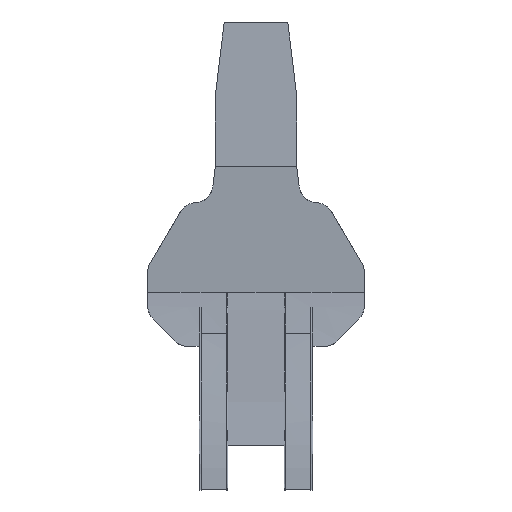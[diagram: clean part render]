
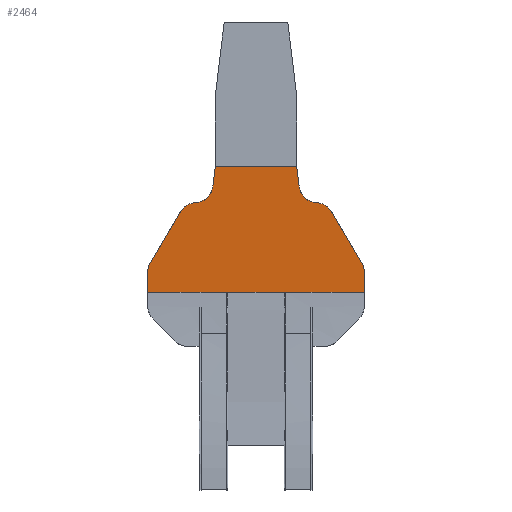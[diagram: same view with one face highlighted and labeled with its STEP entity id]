
A CAD part, top view. The second image highlights one B-rep face of the part: STEP entity #2464.
In plain terms, the highlighted planar face has unit normal (0, -0.083, 0.997).
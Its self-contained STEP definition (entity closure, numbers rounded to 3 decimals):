
#211=CARTESIAN_POINT('Vertex',(438.,0.,10.)) ;
#214=CARTESIAN_POINT('Line Origine',(135.339,0.,10.)) ;
#218=CARTESIAN_POINT('Vertex',(149.997,0.,10.)) ;
#221=CARTESIAN_POINT('Line Origine',(135.339,0.,10.)) ;
#225=CARTESIAN_POINT('Vertex',(140.,0.,10.)) ;
#228=CARTESIAN_POINT('Line Origine',(135.339,0.,10.)) ;
#232=CARTESIAN_POINT('Vertex',(0.,0.,10.)) ;
#550=CARTESIAN_POINT('Line Origine',(438.,54.584,14.523)) ;
#554=CARTESIAN_POINT('Vertex',(438.,109.168,19.045)) ;
#801=CARTESIAN_POINT('Vertex',(424.301,159.514,23.217)) ;
#804=CARTESIAN_POINT('Axis2P3D Location',(338.,109.168,19.045)) ;
#821=CARTESIAN_POINT('Line Origine',(338.888,304.93,35.266)) ;
#825=CARTESIAN_POINT('Vertex',(253.475,450.345,47.314)) ;
#853=CARTESIAN_POINT('Control Point',(253.475,450.345,47.314)) ;
#854=CARTESIAN_POINT('Control Point',(243.258,467.741,48.756)) ;
#855=CARTESIAN_POINT('Control Point',(228.669,482.587,49.986)) ;
#856=CARTESIAN_POINT('Control Point',(210.552,493.419,50.883)) ;
#857=CARTESIAN_POINT('Control Point',(190.518,499.225,51.364)) ;
#858=CARTESIAN_POINT('Control Point',(170.305,499.938,51.423)) ;
#859=CARTESIAN_POINT('Vertex',(170.305,499.938,51.423)) ;
#963=CARTESIAN_POINT('Vertex',(74.643,587.133,58.648)) ;
#967=CARTESIAN_POINT('Control Point',(170.305,499.938,51.423)) ;
#968=CARTESIAN_POINT('Control Point',(157.29,500.397,51.461)) ;
#969=CARTESIAN_POINT('Control Point',(144.35,502.974,51.675)) ;
#970=CARTESIAN_POINT('Control Point',(131.95,507.654,52.063)) ;
#971=CARTESIAN_POINT('Control Point',(107.226,521.974,53.249)) ;
#972=CARTESIAN_POINT('Control Point',(88.837,543.929,55.068)) ;
#973=CARTESIAN_POINT('Control Point',(81.326,557.504,56.193)) ;
#974=CARTESIAN_POINT('Control Point',(76.567,572.14,57.406)) ;
#975=CARTESIAN_POINT('Control Point',(74.643,587.133,58.648)) ;
#1257=CARTESIAN_POINT('Vertex',(-332.,0.,10.)) ;
#1474=CARTESIAN_POINT('Line Origine',(-467.339,0.,10.)) ;
#1478=CARTESIAN_POINT('Vertex',(-472.,0.,10.)) ;
#1481=CARTESIAN_POINT('Line Origine',(-467.339,0.,10.)) ;
#1485=CARTESIAN_POINT('Vertex',(-481.997,0.,10.)) ;
#1488=CARTESIAN_POINT('Line Origine',(-467.339,0.,10.)) ;
#1492=CARTESIAN_POINT('Vertex',(-770.,0.,10.)) ;
#1808=CARTESIAN_POINT('Vertex',(-770.,109.168,19.045)) ;
#1823=CARTESIAN_POINT('Line Origine',(-770.,54.584,14.523)) ;
#1905=CARTESIAN_POINT('Control Point',(-502.305,499.938,51.423)) ;
#1906=CARTESIAN_POINT('Control Point',(-489.29,500.397,51.461)) ;
#1907=CARTESIAN_POINT('Control Point',(-476.35,502.974,51.675)) ;
#1908=CARTESIAN_POINT('Control Point',(-463.95,507.654,52.063)) ;
#1909=CARTESIAN_POINT('Control Point',(-439.226,521.974,53.249)) ;
#1910=CARTESIAN_POINT('Control Point',(-420.837,543.929,55.068)) ;
#1911=CARTESIAN_POINT('Control Point',(-413.326,557.504,56.193)) ;
#1912=CARTESIAN_POINT('Control Point',(-408.567,572.14,57.406)) ;
#1913=CARTESIAN_POINT('Control Point',(-406.643,587.133,58.648)) ;
#1914=CARTESIAN_POINT('Vertex',(-502.305,499.938,51.423)) ;
#1916=CARTESIAN_POINT('Vertex',(-406.643,587.133,58.648)) ;
#1979=CARTESIAN_POINT('Vertex',(-585.475,450.345,47.314)) ;
#1983=CARTESIAN_POINT('Control Point',(-585.475,450.345,47.314)) ;
#1984=CARTESIAN_POINT('Control Point',(-575.258,467.741,48.756)) ;
#1985=CARTESIAN_POINT('Control Point',(-560.669,482.587,49.986)) ;
#1986=CARTESIAN_POINT('Control Point',(-542.552,493.419,50.883)) ;
#1987=CARTESIAN_POINT('Control Point',(-522.518,499.225,51.364)) ;
#1988=CARTESIAN_POINT('Control Point',(-502.305,499.938,51.423)) ;
#2013=CARTESIAN_POINT('Vertex',(-756.301,159.514,23.217)) ;
#2016=CARTESIAN_POINT('Line Origine',(-670.888,304.93,35.266)) ;
#2033=CARTESIAN_POINT('Axis2P3D Location',(-670.,109.168,19.045)) ;
#2202=CARTESIAN_POINT('Vertex',(-322.,0.,10.)) ;
#2205=CARTESIAN_POINT('Line Origine',(-327.,0.,10.)) ;
#2375=CARTESIAN_POINT('Vertex',(60.158,700.,68.)) ;
#2392=CARTESIAN_POINT('Vertex',(-392.158,700.,68.)) ;
#2395=CARTESIAN_POINT('Line Origine',(-166.,700.,68.)) ;
#2413=CARTESIAN_POINT('Axis2P3D Location',(0.,700.,68.)) ;
#2418=CARTESIAN_POINT('Line Origine',(67.4,643.567,63.324)) ;
#2423=CARTESIAN_POINT('Line Origine',(-399.4,643.567,63.324)) ;
#2428=CARTESIAN_POINT('Line Origine',(-166.,0.,10.)) ;
#2432=CARTESIAN_POINT('Vertex',(-10.,0.,10.)) ;
#2435=CARTESIAN_POINT('Line Origine',(-5.,0.,10.)) ;
#215=DIRECTION('Vector Direction',(-1.,0.,0.)) ;
#222=DIRECTION('Vector Direction',(-1.,0.,0.)) ;
#229=DIRECTION('Vector Direction',(-1.,0.,0.)) ;
#551=DIRECTION('Vector Direction',(0.,0.997,0.083)) ;
#805=DIRECTION('Axis2P3D Direction',(0.,0.083,-0.997)) ;
#822=DIRECTION('Vector Direction',(-0.505,0.86,0.071)) ;
#1475=DIRECTION('Vector Direction',(1.,0.,0.)) ;
#1482=DIRECTION('Vector Direction',(1.,0.,0.)) ;
#1489=DIRECTION('Vector Direction',(1.,0.,0.)) ;
#1824=DIRECTION('Vector Direction',(0.,0.997,0.083)) ;
#2017=DIRECTION('Vector Direction',(0.505,0.86,0.071)) ;
#2034=DIRECTION('Axis2P3D Direction',(0.,-0.083,0.997)) ;
#2206=DIRECTION('Vector Direction',(1.,0.,0.)) ;
#2396=DIRECTION('Vector Direction',(1.,0.,0.)) ;
#2414=DIRECTION('Axis2P3D Direction',(0.,-0.083,0.997)) ;
#2415=DIRECTION('Axis2P3D XDirection',(0.,-0.997,-0.083)) ;
#2419=DIRECTION('Vector Direction',(0.127,-0.989,-0.082)) ;
#2424=DIRECTION('Vector Direction',(-0.127,-0.989,-0.082)) ;
#2429=DIRECTION('Vector Direction',(-1.,0.,0.)) ;
#2436=DIRECTION('Vector Direction',(-1.,0.,0.)) ;
#806=AXIS2_PLACEMENT_3D('Circle Axis2P3D',#804,#805,$) ;
#2035=AXIS2_PLACEMENT_3D('Circle Axis2P3D',#2033,#2034,$) ;
#2416=AXIS2_PLACEMENT_3D('Plane Axis2P3D',#2413,#2414,#2415) ;
#2441=ORIENTED_EDGE('',*,*,#2422,.F.) ;
#2442=ORIENTED_EDGE('',*,*,#2399,.T.) ;
#2443=ORIENTED_EDGE('',*,*,#2427,.T.) ;
#2444=ORIENTED_EDGE('',*,*,#1918,.F.) ;
#2445=ORIENTED_EDGE('',*,*,#1989,.T.) ;
#2446=ORIENTED_EDGE('',*,*,#2020,.F.) ;
#2447=ORIENTED_EDGE('',*,*,#2037,.T.) ;
#2448=ORIENTED_EDGE('',*,*,#1827,.T.) ;
#2449=ORIENTED_EDGE('',*,*,#1494,.T.) ;
#2450=ORIENTED_EDGE('',*,*,#1487,.T.) ;
#2451=ORIENTED_EDGE('',*,*,#1480,.T.) ;
#2452=ORIENTED_EDGE('',*,*,#2209,.T.) ;
#2453=ORIENTED_EDGE('',*,*,#2434,.T.) ;
#2454=ORIENTED_EDGE('',*,*,#2439,.F.) ;
#2455=ORIENTED_EDGE('',*,*,#234,.F.) ;
#2456=ORIENTED_EDGE('',*,*,#227,.F.) ;
#2457=ORIENTED_EDGE('',*,*,#220,.F.) ;
#2458=ORIENTED_EDGE('',*,*,#556,.F.) ;
#2459=ORIENTED_EDGE('',*,*,#808,.F.) ;
#2460=ORIENTED_EDGE('',*,*,#827,.T.) ;
#2461=ORIENTED_EDGE('',*,*,#861,.F.) ;
#2462=ORIENTED_EDGE('',*,*,#976,.T.) ;
#216=VECTOR('Line Direction',#215,1.) ;
#223=VECTOR('Line Direction',#222,1.) ;
#230=VECTOR('Line Direction',#229,1.) ;
#552=VECTOR('Line Direction',#551,1.) ;
#823=VECTOR('Line Direction',#822,1.) ;
#1476=VECTOR('Line Direction',#1475,1.) ;
#1483=VECTOR('Line Direction',#1482,1.) ;
#1490=VECTOR('Line Direction',#1489,1.) ;
#1825=VECTOR('Line Direction',#1824,1.) ;
#2018=VECTOR('Line Direction',#2017,1.) ;
#2207=VECTOR('Line Direction',#2206,1.) ;
#2397=VECTOR('Line Direction',#2396,1.) ;
#2420=VECTOR('Line Direction',#2419,1.) ;
#2425=VECTOR('Line Direction',#2424,1.) ;
#2430=VECTOR('Line Direction',#2429,1.) ;
#2437=VECTOR('Line Direction',#2436,1.) ;
#2464=ADVANCED_FACE('Corps principal',(#2463),#2417,.T.) ;
#852=B_SPLINE_CURVE_WITH_KNOTS('',5,(#853,#854,#855,#856,#857,#858),.UNSPECIFIED.,.F.,.U.,(6,6),(0.,143.016),.UNSPECIFIED.) ;
#966=B_SPLINE_CURVE_WITH_KNOTS('',5,(#967,#968,#969,#970,#971,#972,#973,#974,#975),.UNSPECIFIED.,.F.,.U.,(6,3,6),(0.,79.867,173.216),.UNSPECIFIED.) ;
#1904=B_SPLINE_CURVE_WITH_KNOTS('',5,(#1905,#1906,#1907,#1908,#1909,#1910,#1911,#1912,#1913),.UNSPECIFIED.,.F.,.U.,(6,3,6),(0.,79.867,173.216),.UNSPECIFIED.) ;
#1982=B_SPLINE_CURVE_WITH_KNOTS('',5,(#1983,#1984,#1985,#1986,#1987,#1988),.UNSPECIFIED.,.F.,.U.,(6,6),(0.,143.016),.UNSPECIFIED.) ;
#807=CIRCLE('generated circle',#806,100.) ;
#2036=CIRCLE('generated circle',#2035,100.) ;
#220=EDGE_CURVE('',#212,#219,#217,.T.) ;
#227=EDGE_CURVE('',#219,#226,#224,.T.) ;
#234=EDGE_CURVE('',#226,#233,#231,.T.) ;
#556=EDGE_CURVE('',#555,#212,#553,.F.) ;
#808=EDGE_CURVE('',#802,#555,#807,.T.) ;
#827=EDGE_CURVE('',#802,#826,#824,.T.) ;
#861=EDGE_CURVE('',#860,#826,#852,.F.) ;
#976=EDGE_CURVE('',#860,#964,#966,.T.) ;
#1480=EDGE_CURVE('',#1479,#1258,#1477,.T.) ;
#1487=EDGE_CURVE('',#1486,#1479,#1484,.T.) ;
#1494=EDGE_CURVE('',#1493,#1486,#1491,.T.) ;
#1827=EDGE_CURVE('',#1809,#1493,#1826,.F.) ;
#1918=EDGE_CURVE('',#1915,#1917,#1904,.T.) ;
#1989=EDGE_CURVE('',#1915,#1980,#1982,.F.) ;
#2020=EDGE_CURVE('',#2014,#1980,#2019,.T.) ;
#2037=EDGE_CURVE('',#2014,#1809,#2036,.T.) ;
#2209=EDGE_CURVE('',#1258,#2203,#2208,.T.) ;
#2399=EDGE_CURVE('',#2376,#2393,#2398,.F.) ;
#2422=EDGE_CURVE('',#2376,#964,#2421,.T.) ;
#2427=EDGE_CURVE('',#2393,#1917,#2426,.T.) ;
#2434=EDGE_CURVE('',#2203,#2433,#2431,.F.) ;
#2439=EDGE_CURVE('',#233,#2433,#2438,.T.) ;
#2440=EDGE_LOOP('',(#2441,#2442,#2443,#2444,#2445,#2446,#2447,#2448,#2449,#2450,#2451,#2452,#2453,#2454,#2455,#2456,#2457,#2458,#2459,#2460,#2461,#2462)) ;
#2463=FACE_OUTER_BOUND('',#2440,.T.) ;
#217=LINE('Line',#214,#216) ;
#224=LINE('Line',#221,#223) ;
#231=LINE('Line',#228,#230) ;
#553=LINE('Line',#550,#552) ;
#824=LINE('Line',#821,#823) ;
#1477=LINE('Line',#1474,#1476) ;
#1484=LINE('Line',#1481,#1483) ;
#1491=LINE('Line',#1488,#1490) ;
#1826=LINE('Line',#1823,#1825) ;
#2019=LINE('Line',#2016,#2018) ;
#2208=LINE('Line',#2205,#2207) ;
#2398=LINE('Line',#2395,#2397) ;
#2421=LINE('Line',#2418,#2420) ;
#2426=LINE('Line',#2423,#2425) ;
#2431=LINE('Line',#2428,#2430) ;
#2438=LINE('Line',#2435,#2437) ;
#2417=PLANE('Plane',#2416) ;
#212=VERTEX_POINT('',#211) ;
#219=VERTEX_POINT('',#218) ;
#226=VERTEX_POINT('',#225) ;
#233=VERTEX_POINT('',#232) ;
#555=VERTEX_POINT('',#554) ;
#802=VERTEX_POINT('',#801) ;
#826=VERTEX_POINT('',#825) ;
#860=VERTEX_POINT('',#859) ;
#964=VERTEX_POINT('',#963) ;
#1258=VERTEX_POINT('',#1257) ;
#1479=VERTEX_POINT('',#1478) ;
#1486=VERTEX_POINT('',#1485) ;
#1493=VERTEX_POINT('',#1492) ;
#1809=VERTEX_POINT('',#1808) ;
#1915=VERTEX_POINT('',#1914) ;
#1917=VERTEX_POINT('',#1916) ;
#1980=VERTEX_POINT('',#1979) ;
#2014=VERTEX_POINT('',#2013) ;
#2203=VERTEX_POINT('',#2202) ;
#2376=VERTEX_POINT('',#2375) ;
#2393=VERTEX_POINT('',#2392) ;
#2433=VERTEX_POINT('',#2432) ;
